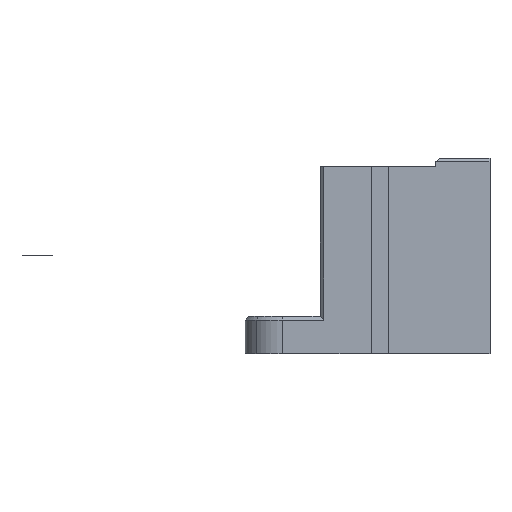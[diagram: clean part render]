
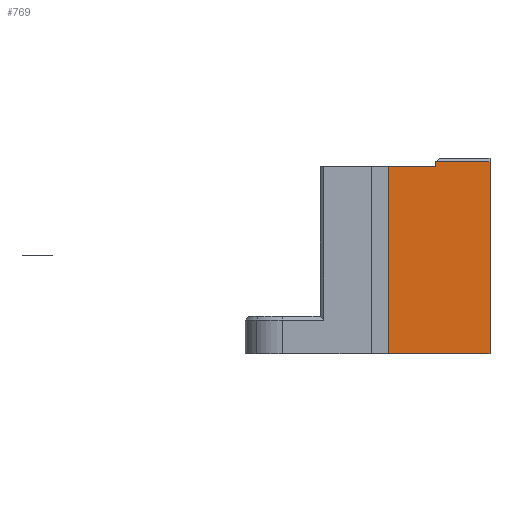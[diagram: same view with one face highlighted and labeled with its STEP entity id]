
A CAD part, front view. The second image highlights one B-rep face of the part: STEP entity #769.
In plain terms, the highlighted planar face has unit normal (0, -1, 0).
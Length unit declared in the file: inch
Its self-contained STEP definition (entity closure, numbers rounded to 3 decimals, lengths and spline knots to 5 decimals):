
#769=ADVANCED_FACE('',(#1558),#1559,.T.);
#1558=FACE_OUTER_BOUND('',#2421,.T.);
#1559=PLANE('',#2422);
#2421=EDGE_LOOP('',(#4657,#4658,#4659,#4660,#4661,#4662));
#2422=AXIS2_PLACEMENT_3D('',#4663,#4664,#4665);
#4657=ORIENTED_EDGE('',*,*,#5939,.T.);
#4658=ORIENTED_EDGE('',*,*,#5639,.F.);
#4659=ORIENTED_EDGE('',*,*,#5940,.F.);
#4660=ORIENTED_EDGE('',*,*,#5789,.F.);
#4661=ORIENTED_EDGE('',*,*,#5890,.F.);
#4662=ORIENTED_EDGE('',*,*,#5553,.F.);
#4663=CARTESIAN_POINT('',(1.51559,0.30167,-0.95264));
#4664=DIRECTION('',(0.0,-1.0,0.0));
#4665=DIRECTION('',(0.0,0.0,-1.0));
#5553=EDGE_CURVE('',#6850,#6852,#6853,.T.);
#5639=EDGE_CURVE('',#6972,#6967,#6974,.T.);
#5789=EDGE_CURVE('',#7175,#7177,#7178,.T.);
#5890=EDGE_CURVE('',#6852,#7175,#7293,.F.);
#5939=EDGE_CURVE('',#6850,#6967,#7347,.T.);
#5940=EDGE_CURVE('',#7177,#6972,#7348,.T.);
#6850=VERTEX_POINT('',#8827);
#6852=VERTEX_POINT('',#8830);
#6853=LINE('',#8831,#8832);
#6967=VERTEX_POINT('',#8993);
#6972=VERTEX_POINT('',#9000);
#6974=LINE('',#9003,#9004);
#7175=VERTEX_POINT('',#9290);
#7177=VERTEX_POINT('',#9293);
#7178=LINE('',#9294,#9295);
#7293=LINE('',#9457,#9458);
#7347=LINE('',#9531,#9532);
#7348=LINE('',#9533,#9534);
#8827=CARTESIAN_POINT('',(2.20703,0.30167,-0.51431));
#8830=CARTESIAN_POINT('',(1.67536,0.30167,-0.51431));
#8831=CARTESIAN_POINT('',(1.21799,0.30167,-0.51431));
#8832=VECTOR('',#10083,1.0);
#8993=CARTESIAN_POINT('',(2.20703,0.30167,0.49463));
#9000=CARTESIAN_POINT('',(1.92209,0.30167,0.49463));
#9003=CARTESIAN_POINT('',(0.78141,0.30167,0.49463));
#9004=VECTOR('',#10185,1.0);
#9290=CARTESIAN_POINT('',(1.67536,0.30167,0.46994));
#9293=CARTESIAN_POINT('',(1.92209,0.30167,0.46994));
#9294=CARTESIAN_POINT('',(1.53295,0.30167,0.46994));
#9295=VECTOR('',#10338,1.0);
#9457=CARTESIAN_POINT('',(1.67536,0.30167,-0.8437));
#9458=VECTOR('',#10419,1.0);
#9531=CARTESIAN_POINT('',(2.20703,0.30167,-1.06906));
#9532=VECTOR('',#10454,1.0);
#9533=CARTESIAN_POINT('',(1.92209,0.30167,-0.19965));
#9534=VECTOR('',#10455,1.0);
#10083=DIRECTION('',(-1.0,0.0,0.));
#10185=DIRECTION('',(1.0,0.0,0.0));
#10338=DIRECTION('',(1.0,0.0,0.0));
#10419=DIRECTION('',(0.0,0.0,-1.0));
#10454=DIRECTION('',(0.0,0.0,1.0));
#10455=DIRECTION('',(0.0,0.0,1.0));
